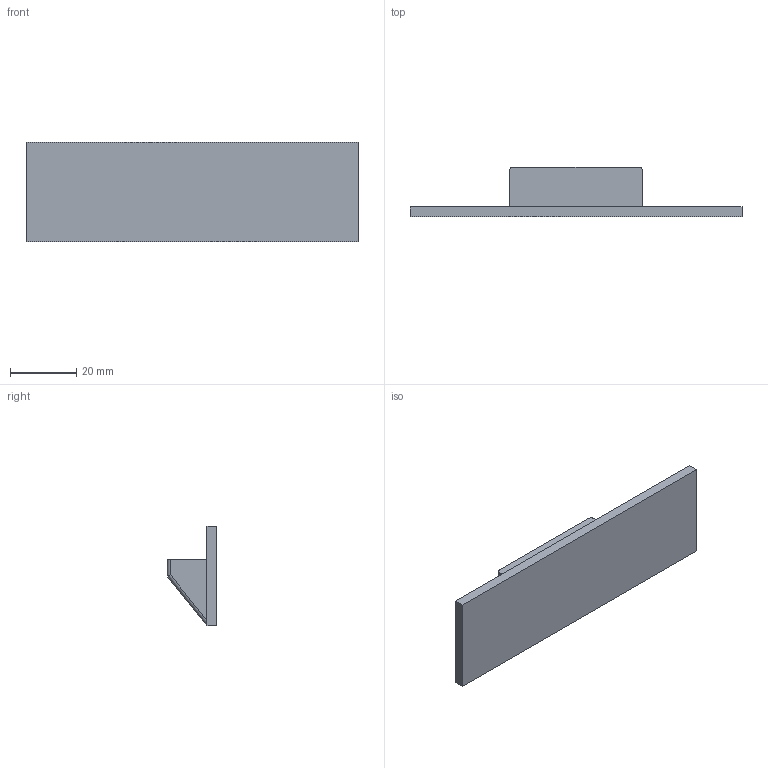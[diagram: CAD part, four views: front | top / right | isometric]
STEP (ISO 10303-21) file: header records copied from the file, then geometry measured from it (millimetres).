
FILE_DESCRIPTION (( 'STEP AP203' ), '1' );
FILE_NAME ('Cam servo mount.STEP', '2024-10-29T22:32:34', ( '' ), ( '' ), 'SwSTEP 2.0', 'SolidWorks 2024', '' );
FILE_SCHEMA (( 'CONFIG_CONTROL_DESIGN' ));
Length unit declared in the file: millimetre
Products named in the file (1): Cam servo mount
Bounding box: 100 x 15 x 30 mm (x, y, z)
Volume: 11929 mm3; surface area: 8121.9 mm2
Topology: 1 solids, 1 shells, 23 faces, 55 edges, 34 vertices
Faces by surface type: plane 16, cylinder 7
Entity records: 726 total; most frequent: CARTESIAN_POINT 137, ORIENTED_EDGE 110, DIRECTION 99, EDGE_CURVE 55, VECTOR 43, LINE 43, VERTEX_POINT 34, AXIS2_PLACEMENT_3D 28
